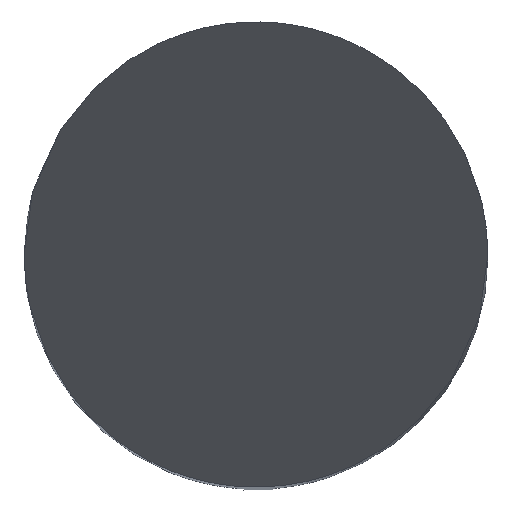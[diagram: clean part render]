
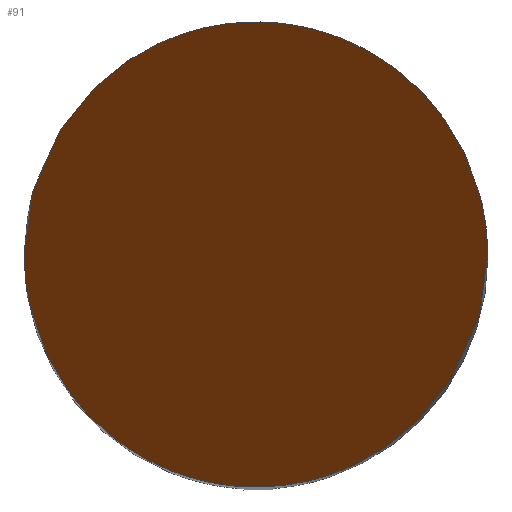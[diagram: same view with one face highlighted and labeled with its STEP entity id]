
A CAD part, top view. The second image highlights one B-rep face of the part: STEP entity #91.
In plain terms, the highlighted planar face has unit normal (0, -0.866, 0.5).
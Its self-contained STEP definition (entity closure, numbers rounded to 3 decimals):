
#48=PLANE('',#677);
#91=ADVANCED_FACE('FLCHE2',(#132),#48,.F.);
#132=FACE_OUTER_BOUND('',#167,.T.);
#167=EDGE_LOOP('',(#302,#303));
#302=ORIENTED_EDGE('',*,*,#503,.F.);
#303=ORIENTED_EDGE('',*,*,#512,.F.);
#445=VERTEX_POINT('',#990);
#446=VERTEX_POINT('',#991);
#503=EDGE_CURVE('',#445,#446,#619,.T.);
#512=EDGE_CURVE('',#446,#445,#621,.T.);
#619=(
BOUNDED_CURVE()
B_SPLINE_CURVE(3,(#986,#987,#988,#989),.UNSPECIFIED.,.F.,.F.)
B_SPLINE_CURVE_WITH_KNOTS((4,4),(0.,1.),.UNSPECIFIED.)
CURVE()
GEOMETRIC_REPRESENTATION_ITEM()
RATIONAL_B_SPLINE_CURVE((1.,0.333,0.333,1.))
REPRESENTATION_ITEM('')
);
#621=(
BOUNDED_CURVE()
B_SPLINE_CURVE(3,(#1025,#1026,#1027,#1028),.UNSPECIFIED.,.F.,.F.)
B_SPLINE_CURVE_WITH_KNOTS((4,4),(0.,1.),.UNSPECIFIED.)
CURVE()
GEOMETRIC_REPRESENTATION_ITEM()
RATIONAL_B_SPLINE_CURVE((1.,0.333,0.333,1.))
REPRESENTATION_ITEM('')
);
#677=AXIS2_PLACEMENT_3D('',#1097,#753,#754);
#753=DIRECTION('',(0.,0.866,-0.5));
#754=DIRECTION('',(0.,0.5,0.866));
#986=CARTESIAN_POINT('',(-4.,0.,0.));
#987=CARTESIAN_POINT('',(-4.,8.,13.856));
#988=CARTESIAN_POINT('',(4.,8.,13.856));
#989=CARTESIAN_POINT('',(4.,0.,0.));
#990=CARTESIAN_POINT('',(-4.,0.,0.));
#991=CARTESIAN_POINT('',(4.,0.,0.));
#1025=CARTESIAN_POINT('',(4.,0.,0.));
#1026=CARTESIAN_POINT('',(4.,-8.,-13.856));
#1027=CARTESIAN_POINT('',(-4.,-8.,-13.856));
#1028=CARTESIAN_POINT('',(-4.,0.,0.));
#1097=CARTESIAN_POINT('',(4.,4.,6.928));
